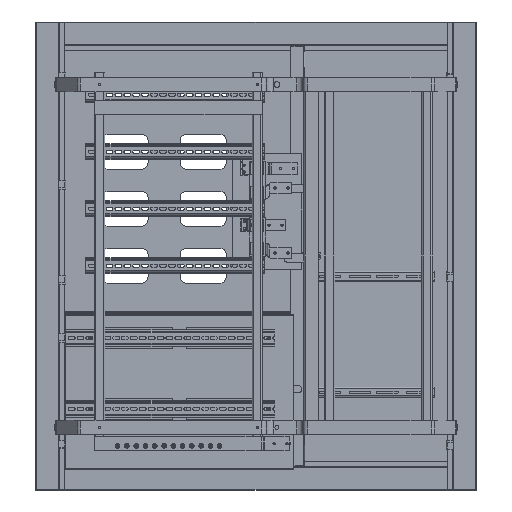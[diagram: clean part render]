
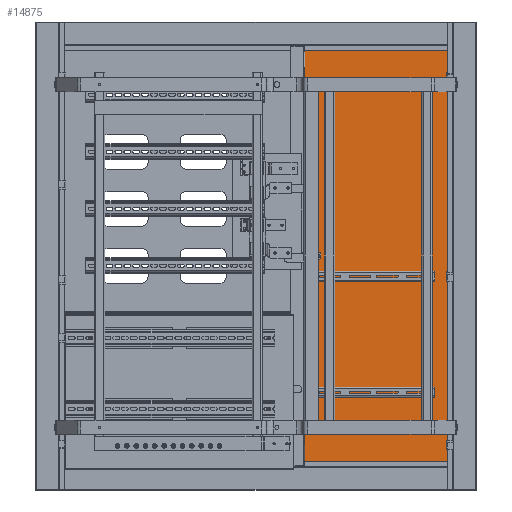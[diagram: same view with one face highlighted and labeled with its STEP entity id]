
A CAD part, left-side view. The second image highlights one B-rep face of the part: STEP entity #14875.
In plain terms, the highlighted face is planar.
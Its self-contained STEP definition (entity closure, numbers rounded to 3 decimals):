
#191 = CARTESIAN_POINT ( 'NONE',  ( 161.7, 2.3, -1. ) ) ;
#1190 = AXIS2_PLACEMENT_3D ( 'NONE', #34366, #29310, #9353 ) ;
#1414 = LINE ( 'NONE', #41975, #23805 ) ;
#2208 = ORIENTED_EDGE ( 'NONE', *, *, #61908, .T. ) ;
#3158 = AXIS2_PLACEMENT_3D ( 'NONE', #4131, #24471, #54526 ) ;
#3878 = LINE ( 'NONE', #45463, #13746 ) ;
#4131 = CARTESIAN_POINT ( 'NONE',  ( -130.5, 451.5, -1. ) ) ;
#4574 = VERTEX_POINT ( 'NONE', #14440 ) ;
#6066 = VECTOR ( 'NONE', #61306, 1000. ) ;
#7413 = FACE_BOUND ( 'NONE', #47967, .T. ) ;
#9353 = DIRECTION ( 'NONE',  ( 1., 0., 0. ) ) ;
#11390 = LINE ( 'NONE', #31987, #45358 ) ;
#13746 = VECTOR ( 'NONE', #66094, 1000. ) ;
#14014 = EDGE_CURVE ( 'NONE', #48036, #33518, #58273, .T. ) ;
#14440 = CARTESIAN_POINT ( 'NONE',  ( -122., 447.851, -1. ) ) ;
#14875 = ADVANCED_FACE ( 'NONE', ( #7413, #28408 ), #58106, .F. ) ;
#18661 = CARTESIAN_POINT ( 'NONE',  ( 161.7, 900.7, -1. ) ) ;
#20529 = EDGE_CURVE ( 'NONE', #50415, #4574, #45464, .T. ) ;
#21888 = EDGE_CURVE ( 'NONE', #21989, #48036, #1414, .T. ) ;
#21989 = VERTEX_POINT ( 'NONE', #34193 ) ;
#22091 = DIRECTION ( 'NONE',  ( 0., -1., 0. ) ) ;
#23407 = CARTESIAN_POINT ( 'NONE',  ( -161.7, 2.3, -1. ) ) ;
#23805 = VECTOR ( 'NONE', #22091, 1000. ) ;
#24072 = AXIS2_PLACEMENT_3D ( 'NONE', #32820, #58795, #48299 ) ;
#24471 = DIRECTION ( 'NONE',  ( 0., 0., 1. ) ) ;
#25635 = ORIENTED_EDGE ( 'NONE', *, *, #34004, .F. ) ;
#28408 = FACE_OUTER_BOUND ( 'NONE', #64747, .T. ) ;
#28419 = ORIENTED_EDGE ( 'NONE', *, *, #21888, .F. ) ;
#28562 = ORIENTED_EDGE ( 'NONE', *, *, #20529, .T. ) ;
#29310 = DIRECTION ( 'NONE',  ( 0., 0., 1. ) ) ;
#31987 = CARTESIAN_POINT ( 'NONE',  ( 164., 900.7, -1. ) ) ;
#32339 = CIRCLE ( 'NONE', #3158, 9.25 ) ;
#32820 = CARTESIAN_POINT ( 'NONE',  ( 0., 0., -1. ) ) ;
#33518 = VERTEX_POINT ( 'NONE', #191 ) ;
#34004 = EDGE_CURVE ( 'NONE', #33518, #37459, #61641, .T. ) ;
#34022 = LINE ( 'NONE', #54597, #41998 ) ;
#34193 = CARTESIAN_POINT ( 'NONE',  ( -161.7, 900.7, -1. ) ) ;
#34366 = CARTESIAN_POINT ( 'NONE',  ( -130.5, 451.5, -1. ) ) ;
#35149 = EDGE_CURVE ( 'NONE', #55418, #50415, #3878, .T. ) ;
#35305 = CARTESIAN_POINT ( 'NONE',  ( -122., 455.149, -1. ) ) ;
#36022 = DIRECTION ( 'NONE',  ( 0., 1., 0. ) ) ;
#36624 = CARTESIAN_POINT ( 'NONE',  ( 161.7, 2.3, -1. ) ) ;
#37459 = VERTEX_POINT ( 'NONE', #18661 ) ;
#38002 = CARTESIAN_POINT ( 'NONE',  ( -139., 455.149, -1. ) ) ;
#38342 = EDGE_CURVE ( 'NONE', #4574, #63949, #34022, .T. ) ;
#41132 = ORIENTED_EDGE ( 'NONE', *, *, #53100, .F. ) ;
#41975 = CARTESIAN_POINT ( 'NONE',  ( -161.7, 903., -1. ) ) ;
#41998 = VECTOR ( 'NONE', #36022, 1000. ) ;
#42075 = CARTESIAN_POINT ( 'NONE',  ( -161.7, 2.3, -1. ) ) ;
#44434 = ORIENTED_EDGE ( 'NONE', *, *, #14014, .F. ) ;
#45358 = VECTOR ( 'NONE', #57967, 1000. ) ;
#45463 = CARTESIAN_POINT ( 'NONE',  ( -139., 455.149, -1. ) ) ;
#45464 = CIRCLE ( 'NONE', #1190, 9.25 ) ;
#47967 = EDGE_LOOP ( 'NONE', ( #64584, #28562, #57824, #2208 ) ) ;
#48036 = VERTEX_POINT ( 'NONE', #23407 ) ;
#48299 = DIRECTION ( 'NONE',  ( 1., 0., 0. ) ) ;
#50415 = VERTEX_POINT ( 'NONE', #59629 ) ;
#53100 = EDGE_CURVE ( 'NONE', #37459, #21989, #11390, .T. ) ;
#54526 = DIRECTION ( 'NONE',  ( 1., 0., 0. ) ) ;
#54597 = CARTESIAN_POINT ( 'NONE',  ( -122., 455.149, -1. ) ) ;
#55418 = VERTEX_POINT ( 'NONE', #38002 ) ;
#57824 = ORIENTED_EDGE ( 'NONE', *, *, #38342, .T. ) ;
#57967 = DIRECTION ( 'NONE',  ( -1., 0., 0. ) ) ;
#58106 = PLANE ( 'NONE',  #24072 ) ;
#58273 = LINE ( 'NONE', #42075, #64967 ) ;
#58795 = DIRECTION ( 'NONE',  ( 0., 0., 1. ) ) ;
#59629 = CARTESIAN_POINT ( 'NONE',  ( -139., 447.851, -1. ) ) ;
#61306 = DIRECTION ( 'NONE',  ( 0., 1., 0. ) ) ;
#61641 = LINE ( 'NONE', #36624, #6066 ) ;
#61908 = EDGE_CURVE ( 'NONE', #63949, #55418, #32339, .T. ) ;
#62716 = DIRECTION ( 'NONE',  ( 1., 0., 0. ) ) ;
#63949 = VERTEX_POINT ( 'NONE', #35305 ) ;
#64584 = ORIENTED_EDGE ( 'NONE', *, *, #35149, .T. ) ;
#64747 = EDGE_LOOP ( 'NONE', ( #25635, #44434, #28419, #41132 ) ) ;
#64967 = VECTOR ( 'NONE', #62716, 1000. ) ;
#66094 = DIRECTION ( 'NONE',  ( 0., -1., 0. ) ) ;
